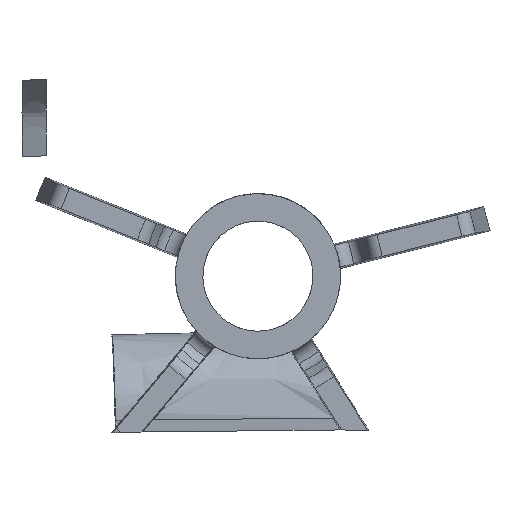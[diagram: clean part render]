
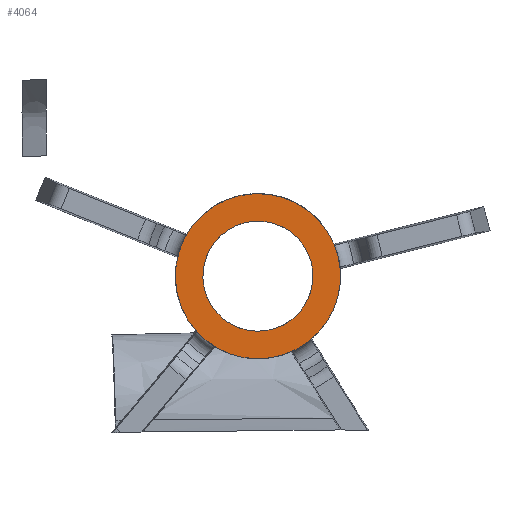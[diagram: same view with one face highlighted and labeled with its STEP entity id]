
A CAD part, front view. The second image highlights one B-rep face of the part: STEP entity #4064.
In plain terms, the highlighted planar face has unit normal (0, -1, 0).
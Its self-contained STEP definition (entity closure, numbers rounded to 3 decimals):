
#4064 = ADVANCED_FACE('',(#4065,#4106),#4080,.T.);
#4065 = FACE_BOUND('',#4066,.T.);
#4066 = EDGE_LOOP('',(#4067,#4091));
#4067 = ORIENTED_EDGE('',*,*,#4068,.T.);
#4068 = EDGE_CURVE('',#4069,#4071,#4073,.T.);
#4069 = VERTEX_POINT('',#4070);
#4070 = CARTESIAN_POINT('',(1349.474,-748.961,
    1273.831));
#4071 = VERTEX_POINT('',#4072);
#4072 = CARTESIAN_POINT('',(1354.779,-748.961,
    1276.591));
#4073 = SURFACE_CURVE('',#4074,(#4079),.PCURVE_S1.);
#4074 = CIRCLE('',#4075,3.);
#4075 = AXIS2_PLACEMENT_3D('',#4076,#4077,#4078);
#4076 = CARTESIAN_POINT('',(1352.015,-748.961,
    1275.425));
#4077 = DIRECTION('',(0.,-1.,0.));
#4078 = DIRECTION('',(-0.847,-0.,-0.531));
#4079 = PCURVE('',#4080,#4085);
#4080 = PLANE('',#4081);
#4081 = AXIS2_PLACEMENT_3D('',#4082,#4083,#4084);
#4082 = CARTESIAN_POINT('',(1352.015,-748.961,
    1275.425));
#4083 = DIRECTION('',(0.,-1.,0.));
#4084 = DIRECTION('',(-0.847,-0.,-0.531));
#4085 = DEFINITIONAL_REPRESENTATION('',(#4086),#4090);
#4086 = CIRCLE('',#4087,3.);
#4087 = AXIS2_PLACEMENT_2D('',#4088,#4089);
#4088 = CARTESIAN_POINT('',(0.,0.));
#4089 = DIRECTION('',(1.,0.));
#4090 = ( GEOMETRIC_REPRESENTATION_CONTEXT(2) 
PARAMETRIC_REPRESENTATION_CONTEXT() REPRESENTATION_CONTEXT('2D SPACE',''
  ) );
#4091 = ORIENTED_EDGE('',*,*,#4092,.T.);
#4092 = EDGE_CURVE('',#4071,#4069,#4093,.T.);
#4093 = SURFACE_CURVE('',#4094,(#4099),.PCURVE_S1.);
#4094 = CIRCLE('',#4095,3.);
#4095 = AXIS2_PLACEMENT_3D('',#4096,#4097,#4098);
#4096 = CARTESIAN_POINT('',(1352.015,-748.961,
    1275.425));
#4097 = DIRECTION('',(0.,-1.,0.));
#4098 = DIRECTION('',(-0.847,-0.,-0.531));
#4099 = PCURVE('',#4080,#4100);
#4100 = DEFINITIONAL_REPRESENTATION('',(#4101),#4105);
#4101 = CIRCLE('',#4102,3.);
#4102 = AXIS2_PLACEMENT_2D('',#4103,#4104);
#4103 = CARTESIAN_POINT('',(0.,0.));
#4104 = DIRECTION('',(1.,0.));
#4105 = ( GEOMETRIC_REPRESENTATION_CONTEXT(2) 
PARAMETRIC_REPRESENTATION_CONTEXT() REPRESENTATION_CONTEXT('2D SPACE',''
  ) );
#4106 = FACE_BOUND('',#4107,.T.);
#4107 = EDGE_LOOP('',(#4108,#4127));
#4108 = ORIENTED_EDGE('',*,*,#4109,.F.);
#4109 = EDGE_CURVE('',#4110,#4112,#4114,.T.);
#4110 = VERTEX_POINT('',#4111);
#4111 = CARTESIAN_POINT('',(1350.321,-748.961,
    1274.362));
#4112 = VERTEX_POINT('',#4113);
#4113 = CARTESIAN_POINT('',(1353.856,-748.961,
    1274.643));
#4114 = SURFACE_CURVE('',#4115,(#4120),.PCURVE_S1.);
#4115 = CIRCLE('',#4116,2.);
#4116 = AXIS2_PLACEMENT_3D('',#4117,#4118,#4119);
#4117 = CARTESIAN_POINT('',(1352.015,-748.961,
    1275.425));
#4118 = DIRECTION('',(0.,-1.,0.));
#4119 = DIRECTION('',(-0.847,-0.,-0.531));
#4120 = PCURVE('',#4080,#4121);
#4121 = DEFINITIONAL_REPRESENTATION('',(#4122),#4126);
#4122 = CIRCLE('',#4123,2.);
#4123 = AXIS2_PLACEMENT_2D('',#4124,#4125);
#4124 = CARTESIAN_POINT('',(0.,0.));
#4125 = DIRECTION('',(1.,0.));
#4126 = ( GEOMETRIC_REPRESENTATION_CONTEXT(2) 
PARAMETRIC_REPRESENTATION_CONTEXT() REPRESENTATION_CONTEXT('2D SPACE',''
  ) );
#4127 = ORIENTED_EDGE('',*,*,#4128,.F.);
#4128 = EDGE_CURVE('',#4112,#4110,#4129,.T.);
#4129 = SURFACE_CURVE('',#4130,(#4135),.PCURVE_S1.);
#4130 = CIRCLE('',#4131,2.);
#4131 = AXIS2_PLACEMENT_3D('',#4132,#4133,#4134);
#4132 = CARTESIAN_POINT('',(1352.015,-748.961,
    1275.425));
#4133 = DIRECTION('',(0.,-1.,0.));
#4134 = DIRECTION('',(-0.847,-0.,-0.531));
#4135 = PCURVE('',#4080,#4136);
#4136 = DEFINITIONAL_REPRESENTATION('',(#4137),#4141);
#4137 = CIRCLE('',#4138,2.);
#4138 = AXIS2_PLACEMENT_2D('',#4139,#4140);
#4139 = CARTESIAN_POINT('',(0.,0.));
#4140 = DIRECTION('',(1.,0.));
#4141 = ( GEOMETRIC_REPRESENTATION_CONTEXT(2) 
PARAMETRIC_REPRESENTATION_CONTEXT() REPRESENTATION_CONTEXT('2D SPACE',''
  ) );
